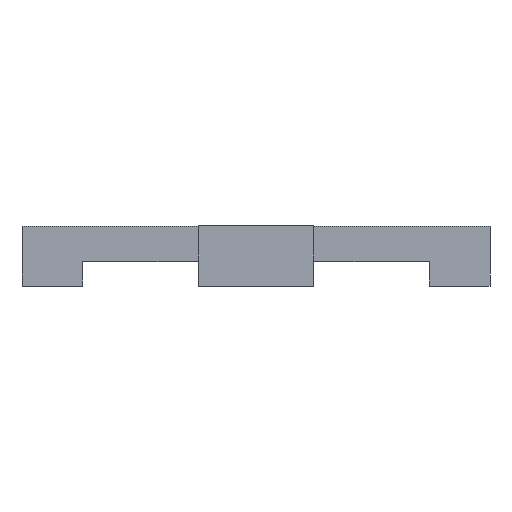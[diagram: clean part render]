
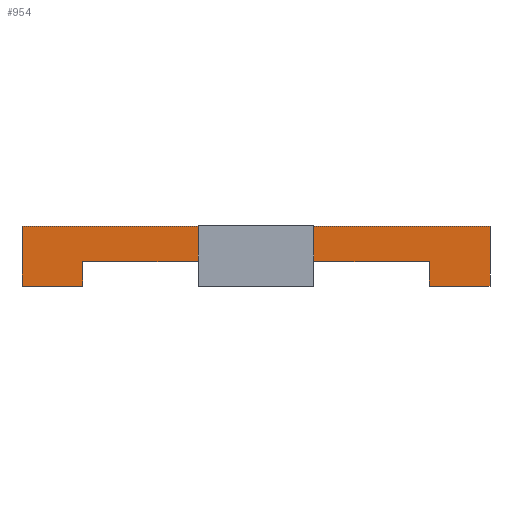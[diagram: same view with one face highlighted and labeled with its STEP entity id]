
A CAD part, left-side view. The second image highlights one B-rep face of the part: STEP entity #954.
In plain terms, the highlighted planar face has unit normal (-1, 0, 0).
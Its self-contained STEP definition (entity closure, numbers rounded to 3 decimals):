
#72=PLANE('',#1031);
#122=FACE_OUTER_BOUND('',#190,.T.);
#190=EDGE_LOOP('',(#865,#866,#867,#868,#869,#870,#871,#872,#873,#874,#875,
#876,#877,#878));
#203=LINE('',#1330,#307);
#255=LINE('',#1468,#359);
#269=LINE('',#1495,#373);
#273=LINE('',#1503,#377);
#286=LINE('',#1526,#390);
#288=LINE('',#1530,#392);
#290=LINE('',#1535,#394);
#292=LINE('',#1539,#396);
#293=LINE('',#1541,#397);
#294=LINE('',#1544,#398);
#296=LINE('',#1548,#400);
#297=LINE('',#1551,#401);
#298=LINE('',#1552,#402);
#299=LINE('',#1553,#403);
#307=VECTOR('',#1077,10.);
#359=VECTOR('',#1199,10.);
#373=VECTOR('',#1225,10.);
#377=VECTOR('',#1233,10.);
#390=VECTOR('',#1252,10.);
#392=VECTOR('',#1256,10.);
#394=VECTOR('',#1262,10.);
#396=VECTOR('',#1266,10.);
#397=VECTOR('',#1269,10.);
#398=VECTOR('',#1274,10.);
#400=VECTOR('',#1278,10.);
#401=VECTOR('',#1281,10.);
#402=VECTOR('',#1282,10.);
#403=VECTOR('',#1283,10.);
#439=VERTEX_POINT('',#1327);
#440=VERTEX_POINT('',#1329);
#473=VERTEX_POINT('',#1419);
#478=VERTEX_POINT('',#1432);
#490=VERTEX_POINT('',#1466);
#491=VERTEX_POINT('',#1467);
#498=VERTEX_POINT('',#1494);
#500=VERTEX_POINT('',#1502);
#507=VERTEX_POINT('',#1524);
#508=VERTEX_POINT('',#1528);
#509=VERTEX_POINT('',#1533);
#510=VERTEX_POINT('',#1537);
#511=VERTEX_POINT('',#1546);
#512=VERTEX_POINT('',#1550);
#527=EDGE_CURVE('',#440,#439,#203,.T.);
#595=EDGE_CURVE('',#490,#491,#255,.T.);
#609=EDGE_CURVE('',#473,#498,#269,.T.);
#613=EDGE_CURVE('',#500,#478,#273,.T.);
#626=EDGE_CURVE('',#507,#473,#286,.T.);
#628=EDGE_CURVE('',#478,#508,#288,.T.);
#630=EDGE_CURVE('',#509,#439,#290,.T.);
#632=EDGE_CURVE('',#440,#510,#292,.T.);
#633=EDGE_CURVE('',#491,#500,#293,.T.);
#634=EDGE_CURVE('',#498,#490,#294,.T.);
#636=EDGE_CURVE('',#507,#511,#296,.T.);
#637=EDGE_CURVE('',#512,#509,#297,.T.);
#638=EDGE_CURVE('',#508,#512,#298,.T.);
#639=EDGE_CURVE('',#510,#511,#299,.T.);
#865=ORIENTED_EDGE('',*,*,#637,.F.);
#866=ORIENTED_EDGE('',*,*,#638,.F.);
#867=ORIENTED_EDGE('',*,*,#628,.F.);
#868=ORIENTED_EDGE('',*,*,#613,.F.);
#869=ORIENTED_EDGE('',*,*,#633,.F.);
#870=ORIENTED_EDGE('',*,*,#595,.F.);
#871=ORIENTED_EDGE('',*,*,#634,.F.);
#872=ORIENTED_EDGE('',*,*,#609,.F.);
#873=ORIENTED_EDGE('',*,*,#626,.F.);
#874=ORIENTED_EDGE('',*,*,#636,.T.);
#875=ORIENTED_EDGE('',*,*,#639,.F.);
#876=ORIENTED_EDGE('',*,*,#632,.F.);
#877=ORIENTED_EDGE('',*,*,#527,.T.);
#878=ORIENTED_EDGE('',*,*,#630,.F.);
#954=ADVANCED_FACE('',(#122),#72,.T.);
#1031=AXIS2_PLACEMENT_3D('',#1549,#1279,#1280);
#1077=DIRECTION('',(0.,1.,0.));
#1199=DIRECTION('',(0.,1.,0.));
#1225=DIRECTION('',(0.,1.,0.));
#1233=DIRECTION('',(0.,1.,0.));
#1252=DIRECTION('',(0.,1.,0.));
#1256=DIRECTION('',(0.,1.,0.));
#1262=DIRECTION('',(0.,0.,1.));
#1266=DIRECTION('',(0.,0.,-1.));
#1269=DIRECTION('',(0.,0.,1.));
#1274=DIRECTION('',(0.,0.,-1.));
#1278=DIRECTION('',(0.,0.,-1.));
#1279=DIRECTION('center_axis',(-1.,0.,0.));
#1280=DIRECTION('ref_axis',(0.,-1.,0.));
#1281=DIRECTION('',(0.,1.,0.));
#1282=DIRECTION('',(0.,0.,-1.));
#1283=DIRECTION('',(0.,1.,0.));
#1327=CARTESIAN_POINT('',(-7.5,50.,12.875));
#1329=CARTESIAN_POINT('',(-7.5,-50.,12.875));
#1330=CARTESIAN_POINT('',(-7.5,45.,12.875));
#1419=CARTESIAN_POINT('',(-7.5,-12.374,5.375));
#1432=CARTESIAN_POINT('',(-7.5,12.374,5.375));
#1466=CARTESIAN_POINT('',(-7.5,-5.124,0.125));
#1467=CARTESIAN_POINT('',(-7.5,5.124,0.125));
#1468=CARTESIAN_POINT('',(-7.5,-45.,0.125));
#1494=CARTESIAN_POINT('',(-7.5,-5.124,5.375));
#1495=CARTESIAN_POINT('',(-7.5,18.125,5.375));
#1502=CARTESIAN_POINT('',(-7.5,5.124,5.375));
#1503=CARTESIAN_POINT('',(-7.5,18.125,5.375));
#1524=CARTESIAN_POINT('',(-7.5,-37.,5.375));
#1526=CARTESIAN_POINT('',(-7.5,-45.,5.375));
#1528=CARTESIAN_POINT('',(-7.5,37.,5.375));
#1530=CARTESIAN_POINT('',(-7.5,-45.,5.375));
#1533=CARTESIAN_POINT('',(-7.5,50.,0.125));
#1535=CARTESIAN_POINT('',(-7.5,50.,5.375));
#1537=CARTESIAN_POINT('',(-7.5,-50.,0.125));
#1539=CARTESIAN_POINT('',(-7.5,-50.,5.375));
#1541=CARTESIAN_POINT('',(-7.5,5.124,2.75));
#1544=CARTESIAN_POINT('',(-7.5,-5.124,2.75));
#1546=CARTESIAN_POINT('',(-7.5,-37.,0.125));
#1548=CARTESIAN_POINT('',(-7.5,-37.,5.375));
#1549=CARTESIAN_POINT('Origin',(-7.5,45.,5.375));
#1550=CARTESIAN_POINT('',(-7.5,37.,0.125));
#1551=CARTESIAN_POINT('',(-7.5,22.5,0.125));
#1552=CARTESIAN_POINT('',(-7.5,37.,5.375));
#1553=CARTESIAN_POINT('',(-7.5,22.5,0.125));
